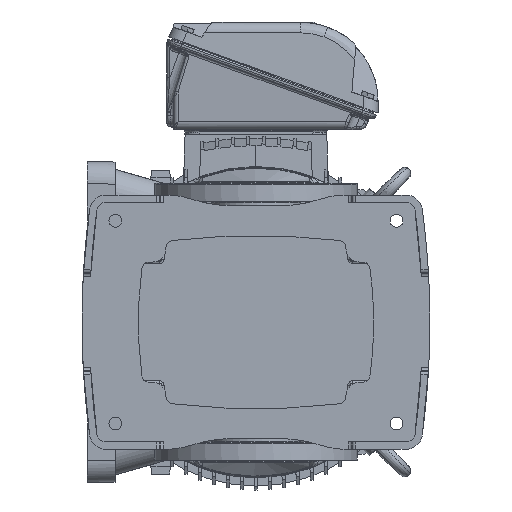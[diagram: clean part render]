
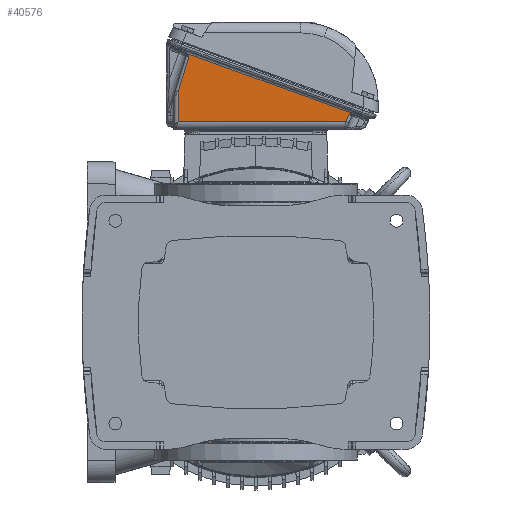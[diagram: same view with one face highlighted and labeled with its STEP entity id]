
A CAD part, front view. The second image highlights one B-rep face of the part: STEP entity #40576.
In plain terms, the highlighted face is planar.
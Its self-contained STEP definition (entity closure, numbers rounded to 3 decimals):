
#1082 = CARTESIAN_POINT ( 'NONE',  ( -11.104, 5.004, -3.624 ) ) ;
#5794 = ORIENTED_EDGE ( 'NONE', *, *, #31694, .T. ) ;
#5916 = CARTESIAN_POINT ( 'NONE',  ( -14.232, -3.586, -3.624 ) ) ;
#6584 = CARTESIAN_POINT ( 'NONE',  ( -11.159, 5.078, -3.622 ) ) ;
#7504 = VECTOR ( 'NONE', #141467, 39.37 ) ;
#9714 = DIRECTION ( 'NONE',  ( -0.342, -0.94, 0. ) ) ;
#12277 = LINE ( 'NONE', #199929, #81955 ) ;
#31694 = EDGE_CURVE ( 'NONE', #116693, #191537, #145986, .T. ) ;
#38872 = AXIS2_PLACEMENT_3D ( 'NONE', #197868, #86353, #57925 ) ;
#40576 = ADVANCED_FACE ( 'NONE', ( #164427 ), #196870, .T. ) ;
#41179 = LINE ( 'NONE', #57416, #133252 ) ;
#51599 = CARTESIAN_POINT ( 'NONE',  ( -14.282, -3.603, -3.623 ) ) ;
#55129 = B_SPLINE_CURVE_WITH_KNOTS ( 'NONE', 3,
 ( #128699, #81033, #51599, #144894, #5916, #67833, #114489, #176359 ),
 .UNSPECIFIED., .F., .F.,
 ( 4, 2, 2, 4 ),
 ( 0.004, 0.006, 0.007, 0.008 ),
 .UNSPECIFIED. ) ;
#57416 = CARTESIAN_POINT ( 'NONE',  ( -14.502, -4.106, -3.622 ) ) ;
#57727 = ORIENTED_EDGE ( 'NONE', *, *, #110418, .T. ) ;
#57925 = DIRECTION ( 'NONE',  ( -0.342, -0.94, 0. ) ) ;
#67087 = CARTESIAN_POINT ( 'NONE',  ( -11.071, 4.972, -3.626 ) ) ;
#67833 = CARTESIAN_POINT ( 'NONE',  ( -14.206, -3.579, -3.625 ) ) ;
#69632 = VERTEX_POINT ( 'NONE', #171382 ) ;
#72506 = VECTOR ( 'NONE', #153014, 39.37 ) ;
#74827 = CARTESIAN_POINT ( 'NONE',  ( -12.799, -3.995, -3.676 ) ) ;
#75361 = EDGE_CURVE ( 'NONE', #176582, #69632, #76846, .T. ) ;
#76846 = LINE ( 'NONE', #74827, #150985 ) ;
#77294 = CARTESIAN_POINT ( 'NONE',  ( -10.694, 4.813, -3.64 ) ) ;
#78840 = DIRECTION ( 'NONE',  ( 0.956, -0.292, -0.035 ) ) ;
#79601 = CARTESIAN_POINT ( 'NONE',  ( -11.156, 5.008, -3.623 ) ) ;
#81033 = CARTESIAN_POINT ( 'NONE',  ( -14.306, -3.614, -3.622 ) ) ;
#81955 = VECTOR ( 'NONE', #153283, 39.37 ) ;
#86353 = DIRECTION ( 'NONE',  ( 0.033, -0.012, 0.999 ) ) ;
#88621 = EDGE_CURVE ( 'NONE', #179306, #176582, #55129, .T. ) ;
#90439 = VERTEX_POINT ( 'NONE', #112717 ) ;
#103476 = EDGE_CURVE ( 'NONE', #191537, #179306, #41179, .T. ) ;
#105069 = EDGE_LOOP ( 'NONE', ( #114451, #177561, #177812, #112865, #117097, #57727, #5794 ) ) ;
#106862 = EDGE_CURVE ( 'NONE', #90439, #193593, #12277, .T. ) ;
#108352 = LINE ( 'NONE', #155031, #72506 ) ;
#110418 = EDGE_CURVE ( 'NONE', #193593, #116693, #171919, .T. ) ;
#112717 = CARTESIAN_POINT ( 'NONE',  ( -10.694, -4.153, -3.747 ) ) ;
#112865 = ORIENTED_EDGE ( 'NONE', *, *, #180371, .T. ) ;
#114451 = ORIENTED_EDGE ( 'NONE', *, *, #103476, .T. ) ;
#114489 = CARTESIAN_POINT ( 'NONE',  ( -14.193, -3.576, -3.626 ) ) ;
#116693 = VERTEX_POINT ( 'NONE', #67087 ) ;
#117097 = ORIENTED_EDGE ( 'NONE', *, *, #106862, .T. ) ;
#119438 = CARTESIAN_POINT ( 'NONE',  ( -14.181, -3.572, -3.626 ) ) ;
#123065 = CARTESIAN_POINT ( 'NONE',  ( -14.328, -3.629, -3.622 ) ) ;
#128699 = CARTESIAN_POINT ( 'NONE',  ( -14.328, -3.629, -3.622 ) ) ;
#133252 = VECTOR ( 'NONE', #9714, 39.37 ) ;
#139044 = CARTESIAN_POINT ( 'NONE',  ( -11.154, 5.068, -3.622 ) ) ;
#141467 = DIRECTION ( 'NONE',  ( -0.92, 0.39, 0.035 ) ) ;
#144894 = CARTESIAN_POINT ( 'NONE',  ( -14.244, -3.59, -3.624 ) ) ;
#145986 = B_SPLINE_CURVE_WITH_KNOTS ( 'NONE', 3,
 ( #152254, #197901, #1082, #167477, #182687, #153269, #139044, #154268 ),
 .UNSPECIFIED., .F., .F.,
 ( 4, 2, 2, 4 ),
 ( 0., 0.002, 0.003, 0.004 ),
 .UNSPECIFIED. ) ;
#150985 = VECTOR ( 'NONE', #78840, 39.37 ) ;
#152254 = CARTESIAN_POINT ( 'NONE',  ( -11.071, 4.972, -3.626 ) ) ;
#153014 = DIRECTION ( 'NONE',  ( 0.999, 0., -0.033 ) ) ;
#153269 = CARTESIAN_POINT ( 'NONE',  ( -11.147, 5.058, -3.622 ) ) ;
#153283 = DIRECTION ( 'NONE',  ( 0., 1., 0.012 ) ) ;
#154268 = CARTESIAN_POINT ( 'NONE',  ( -11.159, 5.078, -3.622 ) ) ;
#155031 = CARTESIAN_POINT ( 'NONE',  ( -15.197, -4.153, -3.599 ) ) ;
#164427 = FACE_OUTER_BOUND ( 'NONE', #105069, .T. ) ;
#167477 = CARTESIAN_POINT ( 'NONE',  ( -11.127, 5.03, -3.623 ) ) ;
#171382 = CARTESIAN_POINT ( 'NONE',  ( -12.283, -4.153, -3.695 ) ) ;
#171919 = LINE ( 'NONE', #79601, #7504 ) ;
#176359 = CARTESIAN_POINT ( 'NONE',  ( -14.181, -3.572, -3.626 ) ) ;
#176582 = VERTEX_POINT ( 'NONE', #119438 ) ;
#177561 = ORIENTED_EDGE ( 'NONE', *, *, #88621, .T. ) ;
#177812 = ORIENTED_EDGE ( 'NONE', *, *, #75361, .T. ) ;
#179306 = VERTEX_POINT ( 'NONE', #123065 ) ;
#180371 = EDGE_CURVE ( 'NONE', #69632, #90439, #108352, .T. ) ;
#182687 = CARTESIAN_POINT ( 'NONE',  ( -11.134, 5.039, -3.623 ) ) ;
#191537 = VERTEX_POINT ( 'NONE', #6584 ) ;
#193593 = VERTEX_POINT ( 'NONE', #77294 ) ;
#196870 = PLANE ( 'NONE',  #38872 ) ;
#197868 = CARTESIAN_POINT ( 'NONE',  ( -15.197, -4.394, -3.602 ) ) ;
#197901 = CARTESIAN_POINT ( 'NONE',  ( -11.087, 4.988, -3.625 ) ) ;
#199929 = CARTESIAN_POINT ( 'NONE',  ( -10.694, 5.811, -3.628 ) ) ;
